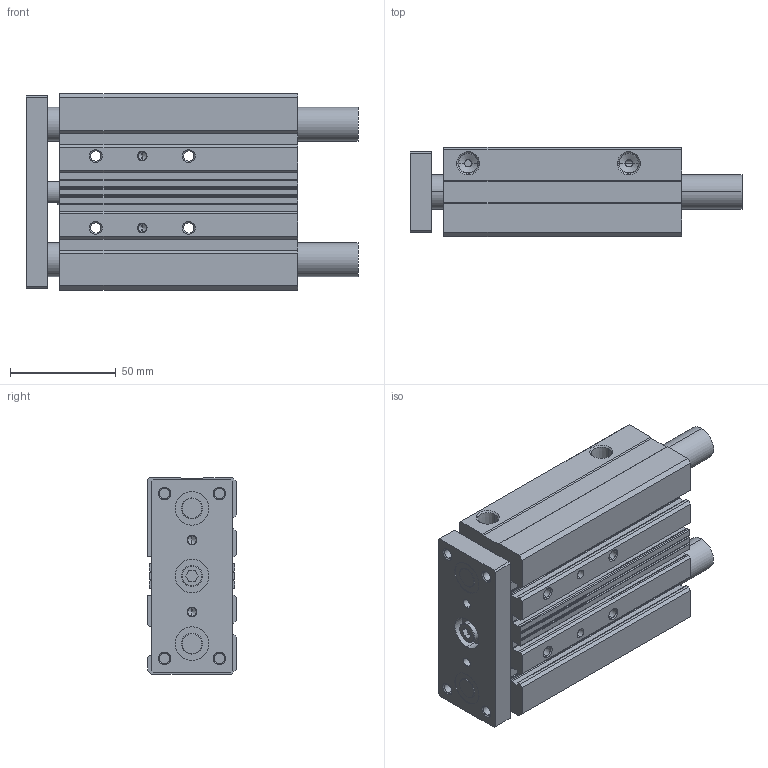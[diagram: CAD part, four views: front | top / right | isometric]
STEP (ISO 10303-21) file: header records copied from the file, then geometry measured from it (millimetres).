
FILE_DESCRIPTION (( 'STEP AP203' ), '1' );
FILE_NAME ('E25M075MD-M.step', '2021-03-08T15:58:20', ( '' ), ( '' ), 'SwSTEP 2.0', 'SolidWorks 2019', '' );
FILE_SCHEMA (( 'CONFIG_CONTROL_DESIGN' ));
Length unit declared in the file: millimetre
Products named in the file (3): E25M075MD-M; E25M075MD-M_ENDPLATE; E25M075MD-M_BODY
Assembly tree (2 placements, depth 2):
  E25M075MD-M
    E25M075MD-M_BODY
    E25M075MD-M_ENDPLATE
Bounding box: 157 x 42 x 93 mm (x, y, z)
Volume: 409681.3 mm3; surface area: 107822.7 mm2
Topology: 5 solids, 5 shells, 423 faces, 1064 edges, 663 vertices
Faces by surface type: cylinder 190, plane 139, cone 94
Entity records: 13037 total; most frequent: DIRECTION 2320, CARTESIAN_POINT 2315, ORIENTED_EDGE 2080, EDGE_CURVE 1040, AXIS2_PLACEMENT_3D 868, VERTEX_POINT 663, LINE 584, VECTOR 584
